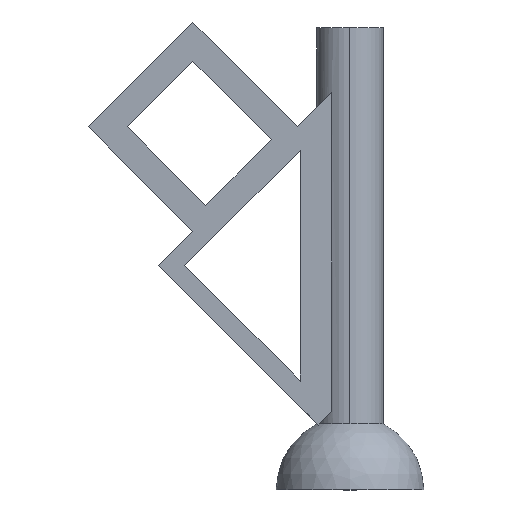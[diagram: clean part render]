
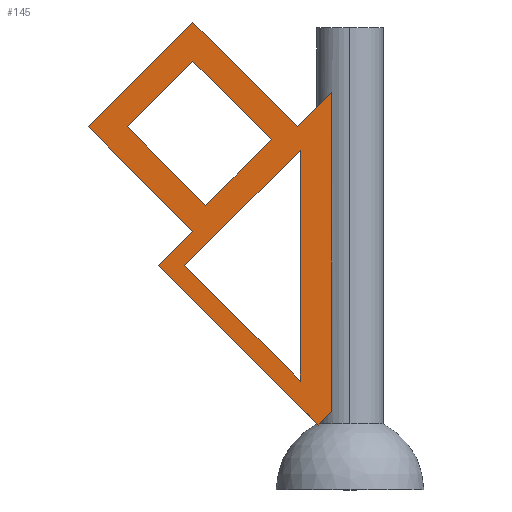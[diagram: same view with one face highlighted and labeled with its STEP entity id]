
A CAD part, left-side view. The second image highlights one B-rep face of the part: STEP entity #145.
In plain terms, the highlighted planar face has unit normal (-1, 0, 0).
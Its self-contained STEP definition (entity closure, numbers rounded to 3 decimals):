
#1 = VERTEX_POINT ( 'NONE', #100 ) ;
#3 = VECTOR ( 'NONE', #986, 1000. ) ;
#9 = ORIENTED_EDGE ( 'NONE', *, *, #676, .F. ) ;
#26 = EDGE_CURVE ( 'NONE', #294, #251, #483, .T. ) ;
#35 = VERTEX_POINT ( 'NONE', #648 ) ;
#47 = EDGE_CURVE ( 'NONE', #87, #264, #917, .T. ) ;
#68 = VECTOR ( 'NONE', #983, 1000. ) ;
#87 = VERTEX_POINT ( 'NONE', #357 ) ;
#89 = EDGE_CURVE ( 'NONE', #683, #1, #619, .T. ) ;
#100 = CARTESIAN_POINT ( 'NONE',  ( -15., 17.291, 35.15 ) ) ;
#106 = ORIENTED_EDGE ( 'NONE', *, *, #89, .T. ) ;
#128 = CARTESIAN_POINT ( 'NONE',  ( -15., 84.956, 253.181 ) ) ;
#129 = EDGE_CURVE ( 'NONE', #264, #568, #945, .T. ) ;
#134 = CARTESIAN_POINT ( 'NONE',  ( -15., 26.95, 58.951 ) ) ;
#145 = ADVANCED_FACE ( 'NONE', ( #781, #825, #1050 ), #899, .F. ) ;
#147 = EDGE_CURVE ( 'NONE', #568, #187, #1019, .T. ) ;
#161 = ORIENTED_EDGE ( 'NONE', *, *, #129, .F. ) ;
#163 = VECTOR ( 'NONE', #862, 1000. ) ;
#168 = EDGE_CURVE ( 'NONE', #306, #280, #186, .T. ) ;
#178 = EDGE_CURVE ( 'NONE', #976, #35, #577, .T. ) ;
#186 = LINE ( 'NONE', #458, #838 ) ;
#187 = VERTEX_POINT ( 'NONE', #307 ) ;
#189 = VECTOR ( 'NONE', #1015, 1000. ) ;
#220 = ORIENTED_EDGE ( 'NONE', *, *, #550, .F. ) ;
#224 = CARTESIAN_POINT ( 'NONE',  ( -15., 42.53, 189.541 ) ) ;
#240 = ORIENTED_EDGE ( 'NONE', *, *, #168, .F. ) ;
#245 = EDGE_CURVE ( 'NONE', #976, #306, #785, .T. ) ;
#251 = VERTEX_POINT ( 'NONE', #134 ) ;
#264 = VERTEX_POINT ( 'NONE', #224 ) ;
#266 = ORIENTED_EDGE ( 'NONE', *, *, #47, .F. ) ;
#270 = CARTESIAN_POINT ( 'NONE',  ( -15., 89.428, 121.43 ) ) ;
#280 = VERTEX_POINT ( 'NONE', #304 ) ;
#285 = LINE ( 'NONE', #270, #517 ) ;
#294 = VERTEX_POINT ( 'NONE', #937 ) ;
#304 = CARTESIAN_POINT ( 'NONE',  ( -15., 28.388, 196.612 ) ) ;
#306 = VERTEX_POINT ( 'NONE', #789 ) ;
#307 = CARTESIAN_POINT ( 'NONE',  ( -15., 120.488, 196.436 ) ) ;
#309 = VERTEX_POINT ( 'NONE', #549 ) ;
#313 = VECTOR ( 'NONE', #600, 1000. ) ;
#316 = CARTESIAN_POINT ( 'NONE',  ( -15., 9.95, 42.491 ) ) ;
#321 = ORIENTED_EDGE ( 'NONE', *, *, #977, .T. ) ;
#334 = LINE ( 'NONE', #419, #3 ) ;
#345 = CARTESIAN_POINT ( 'NONE',  ( -15., 103.57, 121.43 ) ) ;
#348 = CARTESIAN_POINT ( 'NONE',  ( -15., -32.501, 257.501 ) ) ;
#353 = ORIENTED_EDGE ( 'NONE', *, *, #803, .F. ) ;
#355 = ORIENTED_EDGE ( 'NONE', *, *, #573, .F. ) ;
#357 = CARTESIAN_POINT ( 'NONE',  ( -15., 78.061, 154.01 ) ) ;
#370 = DIRECTION ( 'NONE',  ( 0., -0.707, 0.707 ) ) ;
#384 = ORIENTED_EDGE ( 'NONE', *, *, #147, .F. ) ;
#419 = CARTESIAN_POINT ( 'NONE',  ( -15., -118.781, 171.221 ) ) ;
#422 = VERTEX_POINT ( 'NONE', #316 ) ;
#431 = CARTESIAN_POINT ( 'NONE',  ( -15., 141.701, 196.436 ) ) ;
#448 = CARTESIAN_POINT ( 'NONE',  ( -15., -32.501, 257.501 ) ) ;
#449 = VECTOR ( 'NONE', #995, 1000. ) ;
#453 = EDGE_CURVE ( 'NONE', #711, #280, #748, .T. ) ;
#458 = CARTESIAN_POINT ( 'NONE',  ( -15., 84.956, 253.181 ) ) ;
#462 = CARTESIAN_POINT ( 'NONE',  ( -15., 26.95, 183.908 ) ) ;
#476 = ORIENTED_EDGE ( 'NONE', *, *, #26, .F. ) ;
#482 = CARTESIAN_POINT ( 'NONE',  ( -15., -32.501, 257.501 ) ) ;
#483 = LINE ( 'NONE', #498, #890 ) ;
#489 = ORIENTED_EDGE ( 'NONE', *, *, #245, .F. ) ;
#491 = LINE ( 'NONE', #840, #800 ) ;
#496 = CARTESIAN_POINT ( 'NONE',  ( -15., 9.95, -40.001 ) ) ;
#498 = CARTESIAN_POINT ( 'NONE',  ( -15., 26.95, 58.951 ) ) ;
#511 = CARTESIAN_POINT ( 'NONE',  ( -15., 84.956, 231.968 ) ) ;
#517 = VECTOR ( 'NONE', #736, 1000. ) ;
#541 = DIRECTION ( 'NONE',  ( 0., -0.707, 0.707 ) ) ;
#546 = VECTOR ( 'NONE', #880, 1000. ) ;
#549 = CARTESIAN_POINT ( 'NONE',  ( -15., 26.95, 183.908 ) ) ;
#550 = EDGE_CURVE ( 'NONE', #711, #422, #993, .T. ) ;
#568 = VERTEX_POINT ( 'NONE', #511 ) ;
#573 = EDGE_CURVE ( 'NONE', #309, #294, #285, .T. ) ;
#577 = LINE ( 'NONE', #431, #449 ) ;
#587 = CARTESIAN_POINT ( 'NONE',  ( -15., 120.488, 196.436 ) ) ;
#595 = VECTOR ( 'NONE', #541, 1000. ) ;
#596 = LINE ( 'NONE', #462, #189 ) ;
#600 = DIRECTION ( 'NONE',  ( 0., 0.707, 0.707 ) ) ;
#608 = DIRECTION ( 'NONE',  ( 0., -0.707, -0.707 ) ) ;
#619 = LINE ( 'NONE', #674, #1030 ) ;
#627 = ORIENTED_EDGE ( 'NONE', *, *, #453, .T. ) ;
#648 = CARTESIAN_POINT ( 'NONE',  ( -15., 85.132, 139.868 ) ) ;
#661 = DIRECTION ( 'NONE',  ( 1., 0., 0. ) ) ;
#662 = DIRECTION ( 'NONE',  ( 0., -0.707, -0.707 ) ) ;
#674 = CARTESIAN_POINT ( 'NONE',  ( -15., 103.57, 121.43 ) ) ;
#676 = EDGE_CURVE ( 'NONE', #422, #1, #334, .T. ) ;
#683 = VERTEX_POINT ( 'NONE', #345 ) ;
#711 = VERTEX_POINT ( 'NONE', #994 ) ;
#736 = DIRECTION ( 'NONE',  ( 0., 0.707, -0.707 ) ) ;
#742 = DIRECTION ( 'NONE',  ( 0., 0., -1. ) ) ;
#748 = LINE ( 'NONE', #482, #546 ) ;
#781 = FACE_BOUND ( 'NONE', #1054, .T. ) ;
#785 = LINE ( 'NONE', #128, #595 ) ;
#789 = CARTESIAN_POINT ( 'NONE',  ( -15., 84.956, 253.181 ) ) ;
#800 = VECTOR ( 'NONE', #662, 1000. ) ;
#803 = EDGE_CURVE ( 'NONE', #251, #309, #596, .T. ) ;
#825 = FACE_BOUND ( 'NONE', #883, .T. ) ;
#828 = DIRECTION ( 'NONE',  ( 0., -0.707, -0.707 ) ) ;
#830 = VECTOR ( 'NONE', #370, 1000. ) ;
#838 = VECTOR ( 'NONE', #608, 1000. ) ;
#840 = CARTESIAN_POINT ( 'NONE',  ( -15., 78.061, 154.01 ) ) ;
#841 = LINE ( 'NONE', #348, #885 ) ;
#858 = CARTESIAN_POINT ( 'NONE',  ( -15., 141.701, 196.436 ) ) ;
#862 = DIRECTION ( 'NONE',  ( 0., 0.707, -0.707 ) ) ;
#876 = AXIS2_PLACEMENT_3D ( 'NONE', #448, #661, #742 ) ;
#880 = DIRECTION ( 'NONE',  ( 0., 0.707, -0.707 ) ) ;
#883 = EDGE_LOOP ( 'NONE', ( #355, #353, #476 ) ) ;
#885 = VECTOR ( 'NONE', #924, 1000. ) ;
#890 = VECTOR ( 'NONE', #982, 1000. ) ;
#899 = PLANE ( 'NONE',  #876 ) ;
#913 = CARTESIAN_POINT ( 'NONE',  ( -15., 42.53, 189.541 ) ) ;
#915 = EDGE_CURVE ( 'NONE', #187, #87, #491, .T. ) ;
#917 = LINE ( 'NONE', #913, #830 ) ;
#924 = DIRECTION ( 'NONE',  ( 0., 0.707, -0.707 ) ) ;
#937 = CARTESIAN_POINT ( 'NONE',  ( -15., 89.428, 121.43 ) ) ;
#945 = LINE ( 'NONE', #1007, #313 ) ;
#950 = ORIENTED_EDGE ( 'NONE', *, *, #178, .T. ) ;
#976 = VERTEX_POINT ( 'NONE', #858 ) ;
#977 = EDGE_CURVE ( 'NONE', #35, #683, #841, .T. ) ;
#982 = DIRECTION ( 'NONE',  ( 0., -0.707, -0.707 ) ) ;
#983 = DIRECTION ( 'NONE',  ( 0., 0., -1. ) ) ;
#986 = DIRECTION ( 'NONE',  ( 0., 0.707, -0.707 ) ) ;
#993 = LINE ( 'NONE', #496, #68 ) ;
#994 = CARTESIAN_POINT ( 'NONE',  ( -15., 9.95, 215.05 ) ) ;
#995 = DIRECTION ( 'NONE',  ( 0., -0.707, -0.707 ) ) ;
#1007 = CARTESIAN_POINT ( 'NONE',  ( -15., 84.956, 231.968 ) ) ;
#1015 = DIRECTION ( 'NONE',  ( 0., 0., 1. ) ) ;
#1019 = LINE ( 'NONE', #587, #163 ) ;
#1021 = ORIENTED_EDGE ( 'NONE', *, *, #915, .F. ) ;
#1030 = VECTOR ( 'NONE', #828, 1000. ) ;
#1044 = EDGE_LOOP ( 'NONE', ( #220, #627, #240, #489, #950, #321, #106, #9 ) ) ;
#1050 = FACE_OUTER_BOUND ( 'NONE', #1044, .T. ) ;
#1054 = EDGE_LOOP ( 'NONE', ( #384, #161, #266, #1021 ) ) ;
